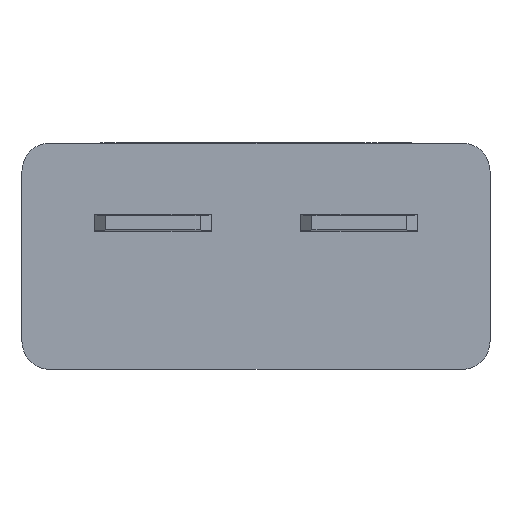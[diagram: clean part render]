
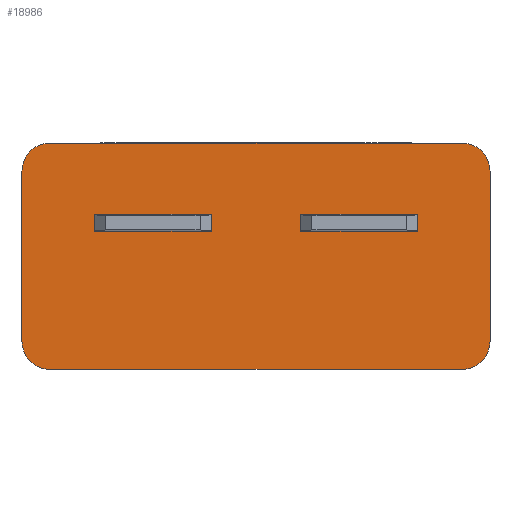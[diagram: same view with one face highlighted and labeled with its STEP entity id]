
A CAD part, front view. The second image highlights one B-rep face of the part: STEP entity #18986.
In plain terms, the highlighted planar face has unit normal (0, -1, 0).
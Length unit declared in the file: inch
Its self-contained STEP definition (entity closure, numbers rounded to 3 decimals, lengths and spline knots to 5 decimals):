
#17 = CARTESIAN_POINT ( 'NONE',  ( 0.37, 0., -0.203 ) ) ;
#45 = EDGE_CURVE ( 'NONE', #25640, #7631, #4292, .T. ) ;
#317 = CARTESIAN_POINT ( 'NONE',  ( -0.37, 0., 0.203 ) ) ;
#1068 = CARTESIAN_POINT ( 'NONE',  ( -0.42, 0., 0.203 ) ) ;
#2167 = VERTEX_POINT ( 'NONE', #26867 ) ;
#2906 = DIRECTION ( 'NONE',  ( 0., -1., 0. ) ) ;
#3621 = VECTOR ( 'NONE', #12435, 39.37008 ) ;
#3830 = CARTESIAN_POINT ( 'NONE',  ( 0.42, 0., -0.153 ) ) ;
#4292 = LINE ( 'NONE', #13350, #28213 ) ;
#4672 = CARTESIAN_POINT ( 'NONE',  ( -0.42, 0., 0.153 ) ) ;
#4975 = CARTESIAN_POINT ( 'NONE',  ( 0.37, 0., -0.153 ) ) ;
#5669 = VERTEX_POINT ( 'NONE', #317 ) ;
#5991 = DIRECTION ( 'NONE',  ( 0., 0., -1. ) ) ;
#6042 = VECTOR ( 'NONE', #10065, 39.37008 ) ;
#6473 = EDGE_CURVE ( 'NONE', #9075, #25981, #23188, .T. ) ;
#6565 = DIRECTION ( 'NONE',  ( 0., 0., 1. ) ) ;
#6632 = DIRECTION ( 'NONE',  ( 0., 0., -1. ) ) ;
#6990 = CARTESIAN_POINT ( 'NONE',  ( 0.37, 0., 0.153 ) ) ;
#7319 = VERTEX_POINT ( 'NONE', #9018 ) ;
#7613 = EDGE_CURVE ( 'NONE', #7319, #11763, #8424, .T. ) ;
#7631 = VERTEX_POINT ( 'NONE', #27963 ) ;
#7695 = DIRECTION ( 'NONE',  ( 0., 0., 1. ) ) ;
#7745 = ORIENTED_EDGE ( 'NONE', *, *, #18748, .T. ) ;
#8393 = CIRCLE ( 'NONE', #19406, 0.05 ) ;
#8424 = LINE ( 'NONE', #21366, #26050 ) ;
#9018 = CARTESIAN_POINT ( 'NONE',  ( 0.42, 0., 0.153 ) ) ;
#9075 = VERTEX_POINT ( 'NONE', #17331 ) ;
#9768 = LINE ( 'NONE', #14527, #6042 ) ;
#10065 = DIRECTION ( 'NONE',  ( 1., 0., 0. ) ) ;
#10840 = ORIENTED_EDGE ( 'NONE', *, *, #6473, .F. ) ;
#11074 = ORIENTED_EDGE ( 'NONE', *, *, #23888, .T. ) ;
#11109 = CARTESIAN_POINT ( 'NONE',  ( -0.37, 0., -0.153 ) ) ;
#11534 = CARTESIAN_POINT ( 'NONE',  ( -0.37, 0., 0.153 ) ) ;
#11763 = VERTEX_POINT ( 'NONE', #3830 ) ;
#12226 = EDGE_CURVE ( 'NONE', #9075, #7631, #22679, .T. ) ;
#12435 = DIRECTION ( 'NONE',  ( 0., 0., 1. ) ) ;
#12798 = CARTESIAN_POINT ( 'NONE',  ( 0.37, 0., -0.203 ) ) ;
#13114 = FACE_OUTER_BOUND ( 'NONE', #25292, .T. ) ;
#13350 = CARTESIAN_POINT ( 'NONE',  ( 0.42, 0., -0.203 ) ) ;
#14527 = CARTESIAN_POINT ( 'NONE',  ( 0.42, 0., 0.203 ) ) ;
#14674 = AXIS2_PLACEMENT_3D ( 'NONE', #17, #17552, #6632 ) ;
#14831 = CIRCLE ( 'NONE', #21698, 0.05 ) ;
#15277 = DIRECTION ( 'NONE',  ( 0., 0., 1. ) ) ;
#15330 = ORIENTED_EDGE ( 'NONE', *, *, #12226, .T. ) ;
#15632 = DIRECTION ( 'NONE',  ( -1., 0., 0. ) ) ;
#16316 = DIRECTION ( 'NONE',  ( 0., -1., 0. ) ) ;
#17331 = CARTESIAN_POINT ( 'NONE',  ( -0.42, 0., -0.153 ) ) ;
#17552 = DIRECTION ( 'NONE',  ( 0., -1., 0. ) ) ;
#18051 = DIRECTION ( 'NONE',  ( 0., -1., 0. ) ) ;
#18748 = EDGE_CURVE ( 'NONE', #25640, #11763, #20618, .T. ) ;
#18873 = ORIENTED_EDGE ( 'NONE', *, *, #23708, .T. ) ;
#18986 = ADVANCED_FACE ( 'NONE', ( #13114 ), #19704, .T. ) ;
#19291 = ORIENTED_EDGE ( 'NONE', *, *, #7613, .F. ) ;
#19406 = AXIS2_PLACEMENT_3D ( 'NONE', #6990, #18051, #6565 ) ;
#19704 = PLANE ( 'NONE',  #14674 ) ;
#20618 = CIRCLE ( 'NONE', #26111, 0.05 ) ;
#21366 = CARTESIAN_POINT ( 'NONE',  ( 0.42, 0., 0.203 ) ) ;
#21698 = AXIS2_PLACEMENT_3D ( 'NONE', #11534, #2906, #27037 ) ;
#21978 = ORIENTED_EDGE ( 'NONE', *, *, #45, .F. ) ;
#22209 = EDGE_CURVE ( 'NONE', #5669, #2167, #9768, .T. ) ;
#22679 = CIRCLE ( 'NONE', #23194, 0.05 ) ;
#23188 = LINE ( 'NONE', #1068, #3621 ) ;
#23194 = AXIS2_PLACEMENT_3D ( 'NONE', #11109, #26172, #15277 ) ;
#23708 = EDGE_CURVE ( 'NONE', #7319, #2167, #8393, .T. ) ;
#23888 = EDGE_CURVE ( 'NONE', #5669, #25981, #14831, .T. ) ;
#25292 = EDGE_LOOP ( 'NONE', ( #21978, #7745, #19291, #18873, #28164, #11074, #10840, #15330 ) ) ;
#25640 = VERTEX_POINT ( 'NONE', #12798 ) ;
#25981 = VERTEX_POINT ( 'NONE', #4672 ) ;
#26050 = VECTOR ( 'NONE', #5991, 39.37008 ) ;
#26111 = AXIS2_PLACEMENT_3D ( 'NONE', #4975, #16316, #7695 ) ;
#26172 = DIRECTION ( 'NONE',  ( 0., -1., 0. ) ) ;
#26867 = CARTESIAN_POINT ( 'NONE',  ( 0.37, 0., 0.203 ) ) ;
#27037 = DIRECTION ( 'NONE',  ( 0., 0., 1. ) ) ;
#27963 = CARTESIAN_POINT ( 'NONE',  ( -0.37, 0., -0.203 ) ) ;
#28164 = ORIENTED_EDGE ( 'NONE', *, *, #22209, .F. ) ;
#28213 = VECTOR ( 'NONE', #15632, 39.37008 ) ;
